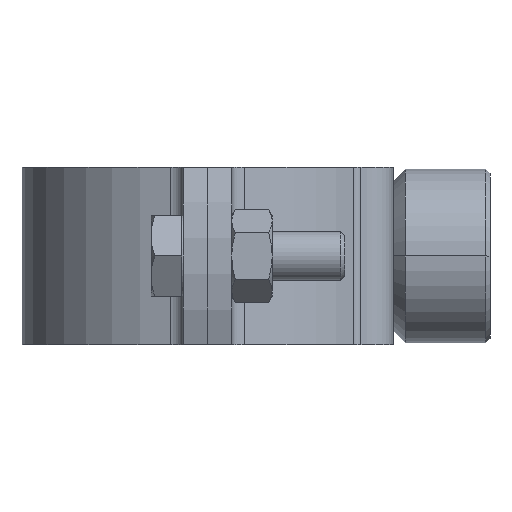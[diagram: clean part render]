
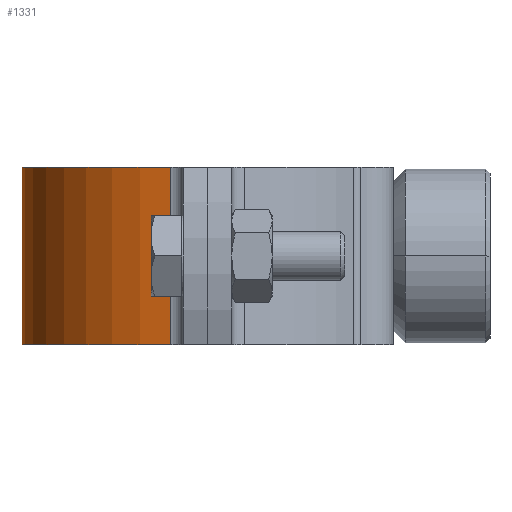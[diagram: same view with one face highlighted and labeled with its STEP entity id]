
A CAD part, left-side view. The second image highlights one B-rep face of the part: STEP entity #1331.
In plain terms, the highlighted cylindrical face has radius 23 mm (diameter 46 mm), a partial arc.
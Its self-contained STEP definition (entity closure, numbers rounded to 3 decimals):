
#265 = EDGE_CURVE ( 'NONE', #4268, #3761, #2341, .T. ) ;
#316 = VECTOR ( 'NONE', #2320, 1000. ) ;
#401 = EDGE_CURVE ( 'NONE', #3761, #2733, #512, .T. ) ;
#512 = CIRCLE ( 'NONE', #552, 23. ) ;
#552 = AXIS2_PLACEMENT_3D ( 'NONE', #2200, #2192, #2191 ) ;
#577 = DIRECTION ( 'NONE',  ( 1., 0., 0. ) ) ;
#586 = DIRECTION ( 'NONE',  ( 0., 0., 1. ) ) ;
#588 = EDGE_LOOP ( 'NONE', ( #5425, #5427, #5441, #5442 ) ) ;
#595 = CARTESIAN_POINT ( 'NONE',  ( 0., 0., 11. ) ) ;
#1289 = AXIS2_PLACEMENT_3D ( 'NONE', #1413, #1405, #1395 ) ;
#1331 = ADVANCED_FACE ( 'NONE', ( #1430 ), #1415, .T. ) ;
#1395 = DIRECTION ( 'NONE',  ( -1., 0., 0. ) ) ;
#1405 = DIRECTION ( 'NONE',  ( 0., 0., -1. ) ) ;
#1413 = CARTESIAN_POINT ( 'NONE',  ( 0., 0., 11. ) ) ;
#1415 = CYLINDRICAL_SURFACE ( 'NONE', #1289, 23. ) ;
#1430 = FACE_OUTER_BOUND ( 'NONE', #588, .T. ) ;
#1495 = CARTESIAN_POINT ( 'NONE',  ( 22.535, -4.6, -11. ) ) ;
#2170 = EDGE_CURVE ( 'NONE', #4268, #2796, #2266, .T. ) ;
#2191 = DIRECTION ( 'NONE',  ( 1., 0., 0. ) ) ;
#2192 = DIRECTION ( 'NONE',  ( 0., 0., 1. ) ) ;
#2200 = CARTESIAN_POINT ( 'NONE',  ( 0., 0., -11. ) ) ;
#2266 = CIRCLE ( 'NONE', #2310, 23. ) ;
#2310 = AXIS2_PLACEMENT_3D ( 'NONE', #595, #586, #577 ) ;
#2320 = DIRECTION ( 'NONE',  ( 0., 0., -1. ) ) ;
#2334 = CARTESIAN_POINT ( 'NONE',  ( -22.535, -4.6, 11. ) ) ;
#2341 = LINE ( 'NONE', #2334, #316 ) ;
#2733 = VERTEX_POINT ( 'NONE', #1495 ) ;
#2796 = VERTEX_POINT ( 'NONE', #5807 ) ;
#3261 = EDGE_CURVE ( 'NONE', #2796, #2733, #4987, .T. ) ;
#3645 = CARTESIAN_POINT ( 'NONE',  ( -22.535, -4.6, 11. ) ) ;
#3761 = VERTEX_POINT ( 'NONE', #4242 ) ;
#4242 = CARTESIAN_POINT ( 'NONE',  ( -22.535, -4.6, -11. ) ) ;
#4268 = VERTEX_POINT ( 'NONE', #3645 ) ;
#4983 = DIRECTION ( 'NONE',  ( 0., 0., -1. ) ) ;
#4984 = CARTESIAN_POINT ( 'NONE',  ( 22.535, -4.6, 11. ) ) ;
#4987 = LINE ( 'NONE', #4984, #5058 ) ;
#5058 = VECTOR ( 'NONE', #4983, 1000. ) ;
#5425 = ORIENTED_EDGE ( 'NONE', *, *, #401, .T. ) ;
#5427 = ORIENTED_EDGE ( 'NONE', *, *, #3261, .F. ) ;
#5441 = ORIENTED_EDGE ( 'NONE', *, *, #2170, .F. ) ;
#5442 = ORIENTED_EDGE ( 'NONE', *, *, #265, .T. ) ;
#5807 = CARTESIAN_POINT ( 'NONE',  ( 22.535, -4.6, 11. ) ) ;
